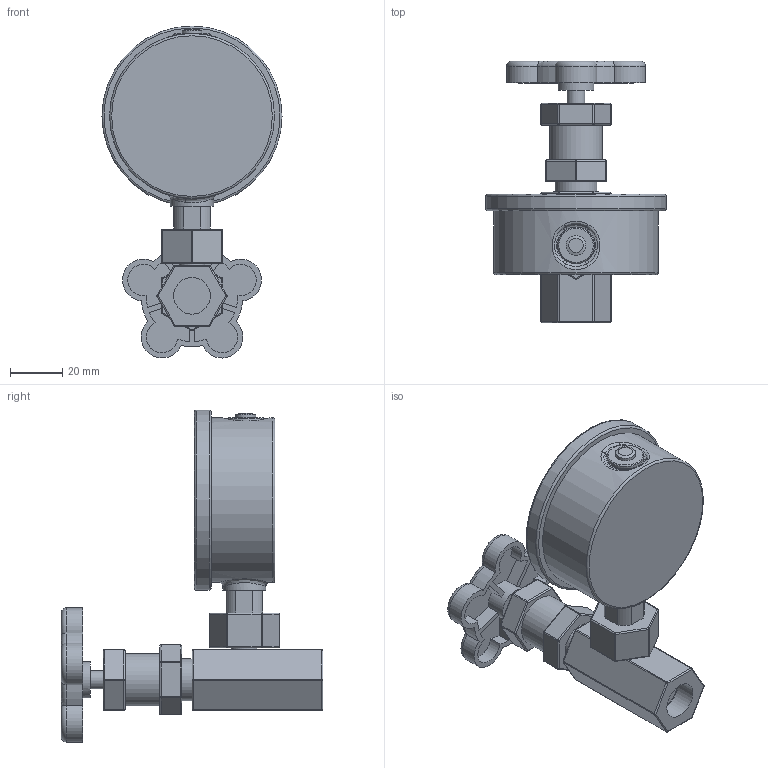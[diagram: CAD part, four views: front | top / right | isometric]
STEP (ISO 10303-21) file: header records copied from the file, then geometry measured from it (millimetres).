
FILE_DESCRIPTION(/* description */ (''),/* implementation_level */ '2;1');
FILE_NAME(/* name */ 'KF型压力表开关[KF-L8(12E)] .step',/* time_stamp */ '2021-02-26T11:25:39+08:00',/* author */ (''),/* organization */ (''),/* preprocessor_version */ 'ST-DEVELOPER v18.1',/* originating_system */ 'Autodesk Translation Framework v9.7.1.1290',/* authorisation */ '');
FILE_SCHEMA (('AUTOMOTIVE_DESIGN { 1 0 10303 214 3 1 1 }'));
Products named in the file (3): KF型压力表开关[KF-L8(12E)]; 6.8MPa压力表; 4003K113
Assembly tree (2 placements, depth 3):
  KF型压力表开关[KF-L8(12E)]
    6.8MPa压力表
      4003K113
Bounding box: 68.83 x 100 x 126.87 mm (x, y, z)
Volume: 146911.6 mm3; surface area: 33389.1 mm2
Topology: 2 solids, 2 shells, 415 faces, 1141 edges, 710 vertices
Faces by surface type: plane 201, cylinder 118, sphere 48, bspline 20, cone 14, torus 14
Full cylindrical faces by diameter (mm): 3.175 x1, 6.875 x1, 7.62 x1, 10 x1, 12 x1, 13.75 x1, 13.97 x1, 14 x1, 16 x1, 16.51 x1, 20 x2, 60.325 x1, 62.992 x1, 68.834 x1
Entity records: 36959 total; most frequent: CARTESIAN_POINT 26635, ORIENTED_EDGE 2202, DIRECTION 2112, EDGE_CURVE 1101, AXIS2_PLACEMENT_3D 766, VERTEX_POINT 710, LINE 580, VECTOR 580
